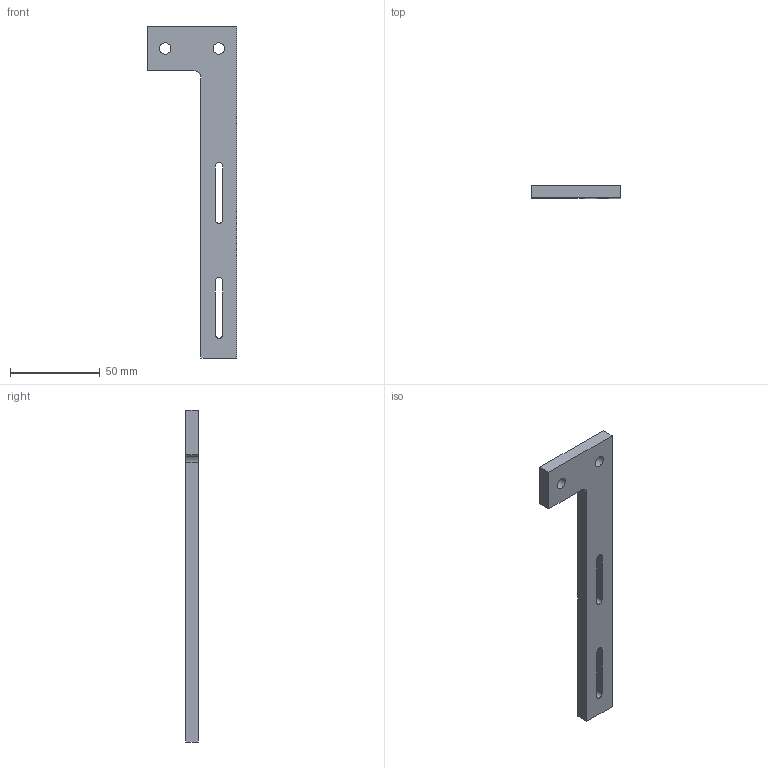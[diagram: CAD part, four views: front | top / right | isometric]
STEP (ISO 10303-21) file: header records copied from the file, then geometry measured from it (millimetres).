
FILE_DESCRIPTION(/* description */ (''),/* implementation_level */ '2;1');
FILE_NAME(/* name */ 'GSE-1201-001-001-A - Support bobine M6.stp',/* time_stamp */ '2019-10-24T16:23:35+02:00',/* author */ ('louis.petitjean'),/* organization */ (''),/* preprocessor_version */ 'ST-DEVELOPER v18',/* originating_system */ 'Autodesk Inventor 2020',/* authorisation */ '');
FILE_SCHEMA (('AUTOMOTIVE_DESIGN { 1 0 10303 214 3 1 1 }'));
Length unit declared in the file: millimetre
Products named in the file (1): GSE-1201-001-001-A
Bounding box: 50 x 7 x 185 mm (x, y, z)
Volume: 28867.7 mm3; surface area: 12823.3 mm2
Topology: 1 solids, 1 shells, 19 faces, 53 edges, 36 vertices
Faces by surface type: plane 12, cylinder 7
Full cylindrical faces by diameter (mm): 6.4 x2
Entity records: 676 total; most frequent: DIRECTION 109, CARTESIAN_POINT 109, ORIENTED_EDGE 106, EDGE_CURVE 53, LINE 37, VECTOR 37, VERTEX_POINT 36, AXIS2_PLACEMENT_3D 36
